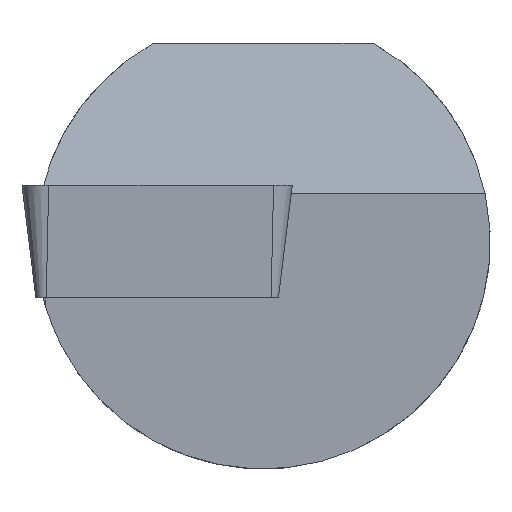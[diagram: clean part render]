
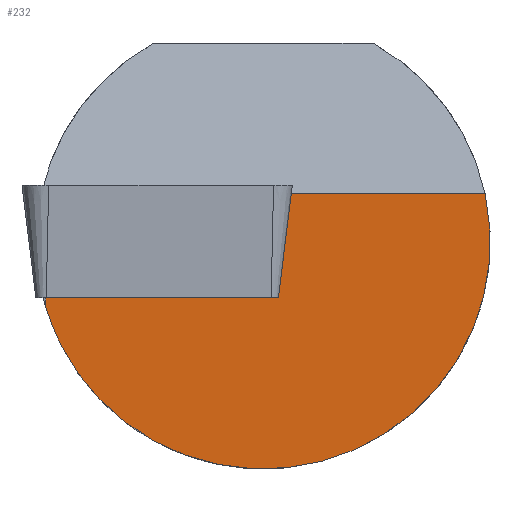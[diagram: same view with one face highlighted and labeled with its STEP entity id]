
A CAD part, left-side view. The second image highlights one B-rep face of the part: STEP entity #232.
In plain terms, the highlighted planar face has unit normal (-0.978, -0.172, -0.122).
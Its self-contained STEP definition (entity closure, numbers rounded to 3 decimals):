
#26=ELLIPSE('',#568,8.184,8.);
#211=PLANE('',#574);
#232=ADVANCED_FACE('',(#258),#211,.F.);
#258=FACE_OUTER_BOUND('',#279,.T.);
#279=EDGE_LOOP('',(#429,#430,#431,#432,#433));
#299=LINE('',#743,#331);
#307=LINE('',#790,#339);
#310=LINE('',#795,#342);
#311=LINE('',#797,#343);
#331=VECTOR('',#634,1.);
#339=VECTOR('',#664,1.);
#342=VECTOR('',#671,1.);
#343=VECTOR('',#672,1.);
#429=ORIENTED_EDGE('',*,*,#525,.F.);
#430=ORIENTED_EDGE('',*,*,#506,.F.);
#431=ORIENTED_EDGE('',*,*,#517,.F.);
#432=ORIENTED_EDGE('',*,*,#522,.F.);
#433=ORIENTED_EDGE('',*,*,#526,.T.);
#464=VERTEX_POINT('',#737);
#465=VERTEX_POINT('',#742);
#474=VERTEX_POINT('',#779);
#476=VERTEX_POINT('',#788);
#478=VERTEX_POINT('',#796);
#506=EDGE_CURVE('',#465,#464,#299,.T.);
#517=EDGE_CURVE('',#474,#465,#26,.T.);
#522=EDGE_CURVE('',#476,#474,#307,.T.);
#525=EDGE_CURVE('',#464,#478,#310,.T.);
#526=EDGE_CURVE('',#476,#478,#311,.T.);
#568=AXIS2_PLACEMENT_3D('',#780,#653,#654);
#574=AXIS2_PLACEMENT_3D('',#798,#673,#674);
#634=DIRECTION('',(-0.12,-0.021,0.993));
#653=DIRECTION('',(0.977,0.172,0.122));
#654=DIRECTION('',(-0.211,0.798,0.564));
#664=DIRECTION('',(0.174,-0.985,0.));
#671=DIRECTION('',(0.174,-0.985,0.));
#672=DIRECTION('',(0.102,0.121,-0.987));
#673=DIRECTION('',(0.977,0.172,0.122));
#674=DIRECTION('',(0.174,-0.985,0.));
#737=CARTESIAN_POINT('',(0.591,7.663,-1.97));
#742=CARTESIAN_POINT('',(0.628,7.67,-2.275));
#743=CARTESIAN_POINT('',(0.591,7.663,-1.97));
#779=CARTESIAN_POINT('',(2.863,-7.817,1.7));
#780=CARTESIAN_POINT('',(1.696,0.,0.));
#788=CARTESIAN_POINT('',(1.659,-0.988,1.7));
#790=CARTESIAN_POINT('',(12.845,-64.431,1.7));
#795=CARTESIAN_POINT('',(3.793,-10.5,-1.97));
#796=CARTESIAN_POINT('',(2.037,-0.538,-1.97));
#797=CARTESIAN_POINT('',(1.932,-0.662,-0.954));
#798=CARTESIAN_POINT('',(3.793,-10.5,-1.97));
